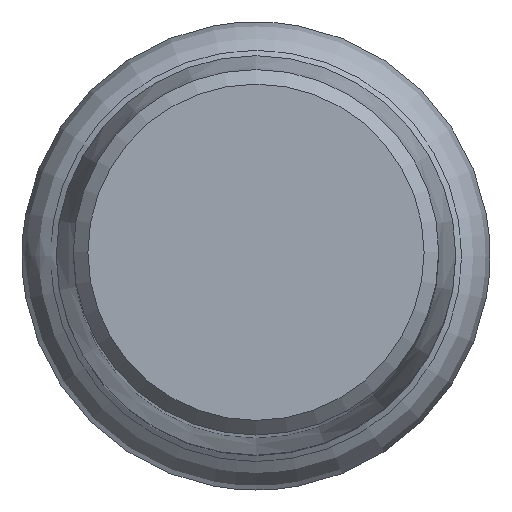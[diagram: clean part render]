
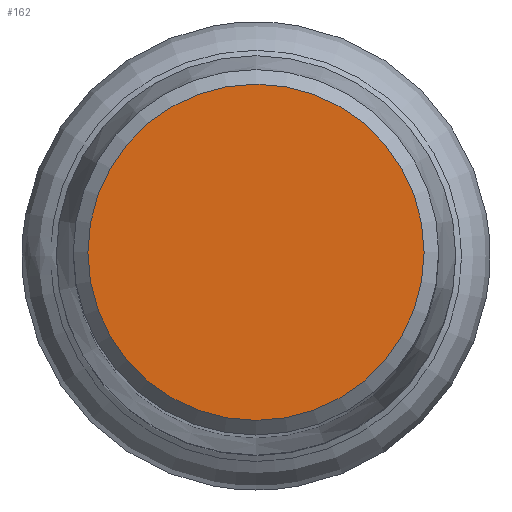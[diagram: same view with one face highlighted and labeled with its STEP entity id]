
A CAD part, top view. The second image highlights one B-rep face of the part: STEP entity #162.
In plain terms, the highlighted planar face has unit normal (0, 0, 1).
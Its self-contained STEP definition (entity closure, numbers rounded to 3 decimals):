
#162=ADVANCED_FACE('CU_SU3',(#170),#168,.F.);
#168=PLANE('',#427);
#170=FACE_OUTER_BOUND('',#200,.T.);
#200=EDGE_LOOP('',(#234));
#234=ORIENTED_EDGE('',*,*,#272,.F.);
#254=VERTEX_POINT('',#595);
#272=EDGE_CURVE('',#254,#254,#289,.T.);
#289=CIRCLE('',#426,11.495);
#426=AXIS2_PLACEMENT_3D('',#594,#513,#514);
#427=AXIS2_PLACEMENT_3D('',#596,#515,#516);
#513=DIRECTION('',(0.,0.,-1.));
#514=DIRECTION('',(-1.,0.,0.));
#515=DIRECTION('',(0.,0.,-1.));
#516=DIRECTION('',(-1.,0.,0.));
#594=CARTESIAN_POINT('',(0.,0.,0.));
#595=CARTESIAN_POINT('',(-11.495,0.,0.));
#596=CARTESIAN_POINT('',(0.,0.,0.));
